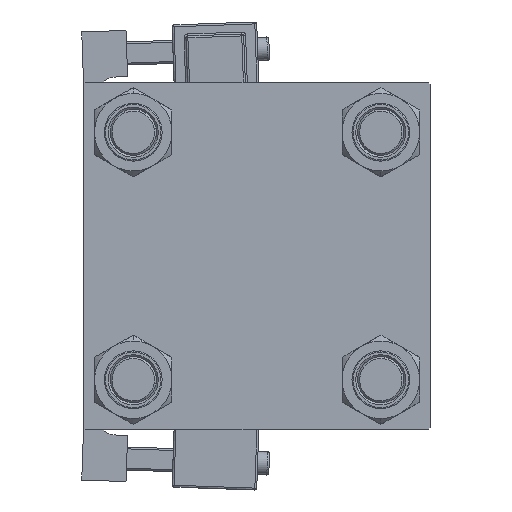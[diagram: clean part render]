
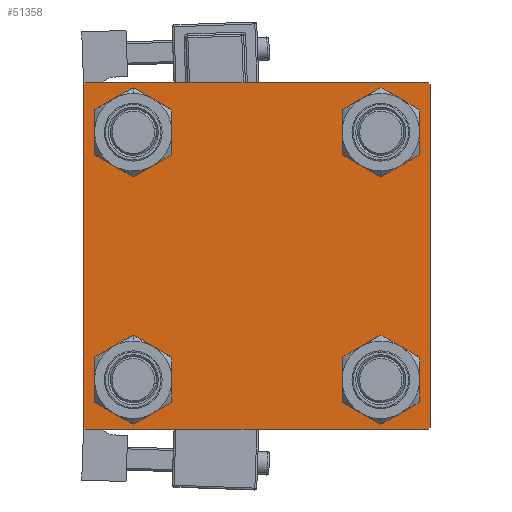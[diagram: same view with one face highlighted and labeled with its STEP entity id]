
A CAD part, left-side view. The second image highlights one B-rep face of the part: STEP entity #51358.
In plain terms, the highlighted planar face has unit normal (-1, 0, 0).
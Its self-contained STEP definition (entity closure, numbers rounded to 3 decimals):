
#471 = CARTESIAN_POINT ( 'NONE',  ( 0., -32.15, 25.65 ) ) ;
#855 = CARTESIAN_POINT ( 'NONE',  ( 0., 44.5, -45. ) ) ;
#1003 = DIRECTION ( 'NONE',  ( 0., 0., 1. ) ) ;
#1059 = CARTESIAN_POINT ( 'NONE',  ( 0., -44.5, -45. ) ) ;
#1315 = CARTESIAN_POINT ( 'NONE',  ( 0., 32.15, 32.15 ) ) ;
#1586 = CIRCLE ( 'NONE', #38770, 6.5 ) ;
#1634 = ORIENTED_EDGE ( 'NONE', *, *, #20437, .T. ) ;
#2159 = AXIS2_PLACEMENT_3D ( 'NONE', #13252, #9195, #25725 ) ;
#2841 = CIRCLE ( 'NONE', #36519, 6.5 ) ;
#3034 = VECTOR ( 'NONE', #21864, 1000. ) ;
#3425 = EDGE_LOOP ( 'NONE', ( #31868, #5798 ) ) ;
#3454 = LINE ( 'NONE', #48707, #31676 ) ;
#3770 = EDGE_CURVE ( 'NONE', #18050, #22428, #52946, .T. ) ;
#3816 = EDGE_LOOP ( 'NONE', ( #17303, #12870 ) ) ;
#4283 = PLANE ( 'NONE',  #38038 ) ;
#4288 = VERTEX_POINT ( 'NONE', #37055 ) ;
#4780 = CARTESIAN_POINT ( 'NONE',  ( 0., 45., 44.5 ) ) ;
#5040 = CIRCLE ( 'NONE', #30136, 6.5 ) ;
#5439 = CARTESIAN_POINT ( 'NONE',  ( 0., -45., -44.5 ) ) ;
#5798 = ORIENTED_EDGE ( 'NONE', *, *, #13745, .T. ) ;
#5932 = EDGE_CURVE ( 'NONE', #22428, #20045, #37116, .T. ) ;
#6320 = CARTESIAN_POINT ( 'NONE',  ( 0., 44.5, 45. ) ) ;
#6517 = VECTOR ( 'NONE', #27821, 1000. ) ;
#7010 = EDGE_CURVE ( 'NONE', #50143, #7248, #28085, .T. ) ;
#7248 = VERTEX_POINT ( 'NONE', #14172 ) ;
#8029 = DIRECTION ( 'NONE',  ( 0., -0.707, 0.707 ) ) ;
#8142 = CIRCLE ( 'NONE', #2159, 6.5 ) ;
#8324 = FACE_BOUND ( 'NONE', #3425, .T. ) ;
#8461 = CARTESIAN_POINT ( 'NONE',  ( 0., -32.15, 32.15 ) ) ;
#8930 = DIRECTION ( 'NONE',  ( 0., -0.707, -0.707 ) ) ;
#9195 = DIRECTION ( 'NONE',  ( 1., 0., 0. ) ) ;
#9774 = CARTESIAN_POINT ( 'NONE',  ( 0., -45., 44.5 ) ) ;
#9884 = FACE_OUTER_BOUND ( 'NONE', #17271, .T. ) ;
#11042 = CARTESIAN_POINT ( 'NONE',  ( 0., 45., 45. ) ) ;
#12870 = ORIENTED_EDGE ( 'NONE', *, *, #13056, .T. ) ;
#13056 = EDGE_CURVE ( 'NONE', #17083, #20647, #33571, .T. ) ;
#13252 = CARTESIAN_POINT ( 'NONE',  ( 0., -32.15, -32.15 ) ) ;
#13745 = EDGE_CURVE ( 'NONE', #4288, #34468, #1586, .T. ) ;
#14172 = CARTESIAN_POINT ( 'NONE',  ( 0., -44.5, 45. ) ) ;
#14426 = CARTESIAN_POINT ( 'NONE',  ( 0., -32.15, 38.65 ) ) ;
#14509 = EDGE_CURVE ( 'NONE', #24982, #48856, #48331, .T. ) ;
#14596 = VERTEX_POINT ( 'NONE', #5439 ) ;
#15915 = VERTEX_POINT ( 'NONE', #1059 ) ;
#16061 = CARTESIAN_POINT ( 'NONE',  ( 0., 45., 45. ) ) ;
#16526 = DIRECTION ( 'NONE',  ( 1., 0., 0. ) ) ;
#16874 = ORIENTED_EDGE ( 'NONE', *, *, #36692, .T. ) ;
#17083 = VERTEX_POINT ( 'NONE', #471 ) ;
#17225 = EDGE_CURVE ( 'NONE', #20647, #17083, #5040, .T. ) ;
#17271 = EDGE_LOOP ( 'NONE', ( #52877, #33094, #17332, #41457, #31669, #1634, #33786, #16874 ) ) ;
#17303 = ORIENTED_EDGE ( 'NONE', *, *, #17225, .T. ) ;
#17332 = ORIENTED_EDGE ( 'NONE', *, *, #19461, .T. ) ;
#17540 = CARTESIAN_POINT ( 'NONE',  ( 0., 44.75, 44.75 ) ) ;
#18050 = VERTEX_POINT ( 'NONE', #4780 ) ;
#18498 = VECTOR ( 'NONE', #48881, 1000. ) ;
#19085 = LINE ( 'NONE', #35090, #41505 ) ;
#19461 = EDGE_CURVE ( 'NONE', #20045, #15915, #44183, .T. ) ;
#19867 = CARTESIAN_POINT ( 'NONE',  ( 0., -32.15, -25.65 ) ) ;
#19876 = CARTESIAN_POINT ( 'NONE',  ( 0., 32.15, -38.65 ) ) ;
#20045 = VERTEX_POINT ( 'NONE', #855 ) ;
#20437 = EDGE_CURVE ( 'NONE', #38469, #7248, #19085, .T. ) ;
#20647 = VERTEX_POINT ( 'NONE', #14426 ) ;
#21864 = DIRECTION ( 'NONE',  ( 0., 0.707, -0.707 ) ) ;
#21996 = ORIENTED_EDGE ( 'NONE', *, *, #49206, .T. ) ;
#22239 = VECTOR ( 'NONE', #8029, 1000. ) ;
#22428 = VERTEX_POINT ( 'NONE', #48976 ) ;
#24342 = CARTESIAN_POINT ( 'NONE',  ( 0., -32.15, -32.15 ) ) ;
#24344 = AXIS2_PLACEMENT_3D ( 'NONE', #35529, #28201, #48547 ) ;
#24671 = EDGE_CURVE ( 'NONE', #34468, #4288, #47736, .T. ) ;
#24857 = FACE_BOUND ( 'NONE', #45115, .T. ) ;
#24982 = VERTEX_POINT ( 'NONE', #45140 ) ;
#25725 = DIRECTION ( 'NONE',  ( 0., 0., 1. ) ) ;
#26140 = CARTESIAN_POINT ( 'NONE',  ( 0., 32.15, -32.15 ) ) ;
#26447 = CARTESIAN_POINT ( 'NONE',  ( 0., -32.15, 32.15 ) ) ;
#27240 = VECTOR ( 'NONE', #8930, 1000. ) ;
#27821 = DIRECTION ( 'NONE',  ( 0., -1., 0. ) ) ;
#28085 = LINE ( 'NONE', #11042, #6517 ) ;
#28201 = DIRECTION ( 'NONE',  ( 1., 0., 0. ) ) ;
#28921 = DIRECTION ( 'NONE',  ( 0., 0., 1. ) ) ;
#29347 = VECTOR ( 'NONE', #35502, 1000. ) ;
#30136 = AXIS2_PLACEMENT_3D ( 'NONE', #26447, #34315, #1003 ) ;
#30140 = AXIS2_PLACEMENT_3D ( 'NONE', #33335, #16526, #53153 ) ;
#30213 = FACE_BOUND ( 'NONE', #3816, .T. ) ;
#30596 = ORIENTED_EDGE ( 'NONE', *, *, #36425, .T. ) ;
#31669 = ORIENTED_EDGE ( 'NONE', *, *, #42737, .F. ) ;
#31676 = VECTOR ( 'NONE', #46177, 1000. ) ;
#31844 = EDGE_CURVE ( 'NONE', #48856, #24982, #2841, .T. ) ;
#31868 = ORIENTED_EDGE ( 'NONE', *, *, #24671, .T. ) ;
#31932 = VERTEX_POINT ( 'NONE', #19867 ) ;
#32988 = FACE_BOUND ( 'NONE', #33204, .T. ) ;
#33094 = ORIENTED_EDGE ( 'NONE', *, *, #5932, .T. ) ;
#33204 = EDGE_LOOP ( 'NONE', ( #36816, #48191 ) ) ;
#33335 = CARTESIAN_POINT ( 'NONE',  ( 0., 32.15, -32.15 ) ) ;
#33571 = CIRCLE ( 'NONE', #44800, 6.5 ) ;
#33786 = ORIENTED_EDGE ( 'NONE', *, *, #7010, .F. ) ;
#34276 = DIRECTION ( 'NONE',  ( -1., 0., 0. ) ) ;
#34315 = DIRECTION ( 'NONE',  ( 1., 0., 0. ) ) ;
#34468 = VERTEX_POINT ( 'NONE', #44913 ) ;
#35090 = CARTESIAN_POINT ( 'NONE',  ( 0., -44.75, 44.75 ) ) ;
#35502 = DIRECTION ( 'NONE',  ( 0., -1., 0. ) ) ;
#35529 = CARTESIAN_POINT ( 'NONE',  ( 0., 32.15, 32.15 ) ) ;
#36363 = DIRECTION ( 'NONE',  ( 1., 0., 0. ) ) ;
#36425 = EDGE_CURVE ( 'NONE', #48004, #31932, #8142, .T. ) ;
#36519 = AXIS2_PLACEMENT_3D ( 'NONE', #26140, #42690, #51367 ) ;
#36692 = EDGE_CURVE ( 'NONE', #50143, #18050, #38123, .T. ) ;
#36816 = ORIENTED_EDGE ( 'NONE', *, *, #14509, .T. ) ;
#37055 = CARTESIAN_POINT ( 'NONE',  ( 0., 32.15, 25.65 ) ) ;
#37116 = LINE ( 'NONE', #42277, #27240 ) ;
#38038 = AXIS2_PLACEMENT_3D ( 'NONE', #45471, #34276, #28921 ) ;
#38123 = LINE ( 'NONE', #17540, #3034 ) ;
#38469 = VERTEX_POINT ( 'NONE', #9774 ) ;
#38770 = AXIS2_PLACEMENT_3D ( 'NONE', #1315, #47615, #46552 ) ;
#41423 = DIRECTION ( 'NONE',  ( 0., 0., 1. ) ) ;
#41457 = ORIENTED_EDGE ( 'NONE', *, *, #45707, .T. ) ;
#41505 = VECTOR ( 'NONE', #51644, 1000. ) ;
#42277 = CARTESIAN_POINT ( 'NONE',  ( 0., 44.75, -44.75 ) ) ;
#42690 = DIRECTION ( 'NONE',  ( 1., 0., 0. ) ) ;
#42737 = EDGE_CURVE ( 'NONE', #38469, #14596, #3454, .T. ) ;
#43177 = AXIS2_PLACEMENT_3D ( 'NONE', #24342, #45499, #41423 ) ;
#43648 = CARTESIAN_POINT ( 'NONE',  ( 0., 45., -45. ) ) ;
#44183 = LINE ( 'NONE', #43648, #29347 ) ;
#44800 = AXIS2_PLACEMENT_3D ( 'NONE', #8461, #36363, #53208 ) ;
#44913 = CARTESIAN_POINT ( 'NONE',  ( 0., 32.15, 38.65 ) ) ;
#45115 = EDGE_LOOP ( 'NONE', ( #21996, #30596 ) ) ;
#45140 = CARTESIAN_POINT ( 'NONE',  ( 0., 32.15, -25.65 ) ) ;
#45328 = CARTESIAN_POINT ( 'NONE',  ( 0., -32.15, -38.65 ) ) ;
#45471 = CARTESIAN_POINT ( 'NONE',  ( 0., 0., 0. ) ) ;
#45499 = DIRECTION ( 'NONE',  ( 1., 0., 0. ) ) ;
#45707 = EDGE_CURVE ( 'NONE', #15915, #14596, #50050, .T. ) ;
#46177 = DIRECTION ( 'NONE',  ( 0., 0., -1. ) ) ;
#46552 = DIRECTION ( 'NONE',  ( 0., 0., 1. ) ) ;
#47615 = DIRECTION ( 'NONE',  ( 1., 0., 0. ) ) ;
#47736 = CIRCLE ( 'NONE', #24344, 6.5 ) ;
#48004 = VERTEX_POINT ( 'NONE', #45328 ) ;
#48191 = ORIENTED_EDGE ( 'NONE', *, *, #31844, .T. ) ;
#48331 = CIRCLE ( 'NONE', #30140, 6.5 ) ;
#48547 = DIRECTION ( 'NONE',  ( 0., 0., 1. ) ) ;
#48707 = CARTESIAN_POINT ( 'NONE',  ( 0., -45., 45. ) ) ;
#48856 = VERTEX_POINT ( 'NONE', #19876 ) ;
#48881 = DIRECTION ( 'NONE',  ( 0., 0., -1. ) ) ;
#48976 = CARTESIAN_POINT ( 'NONE',  ( 0., 45., -44.5 ) ) ;
#49206 = EDGE_CURVE ( 'NONE', #31932, #48004, #52684, .T. ) ;
#49506 = CARTESIAN_POINT ( 'NONE',  ( 0., -44.75, -44.75 ) ) ;
#50050 = LINE ( 'NONE', #49506, #22239 ) ;
#50143 = VERTEX_POINT ( 'NONE', #6320 ) ;
#51358 = ADVANCED_FACE ( 'NONE', ( #30213, #24857, #32988, #8324, #9884 ), #4283, .T. ) ;
#51367 = DIRECTION ( 'NONE',  ( 0., 0., 1. ) ) ;
#51644 = DIRECTION ( 'NONE',  ( 0., 0.707, 0.707 ) ) ;
#52684 = CIRCLE ( 'NONE', #43177, 6.5 ) ;
#52877 = ORIENTED_EDGE ( 'NONE', *, *, #3770, .T. ) ;
#52946 = LINE ( 'NONE', #16061, #18498 ) ;
#53153 = DIRECTION ( 'NONE',  ( 0., 0., 1. ) ) ;
#53208 = DIRECTION ( 'NONE',  ( 0., 0., 1. ) ) ;
